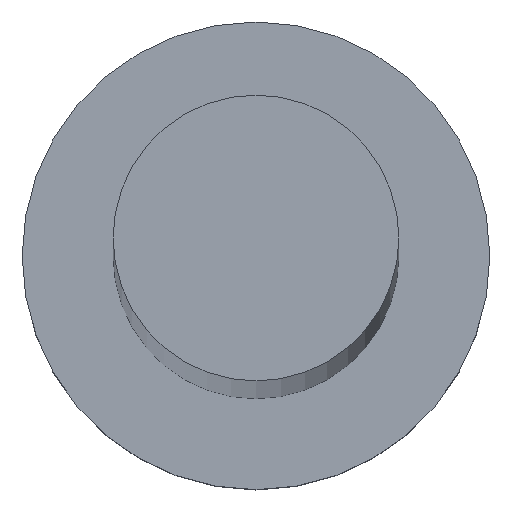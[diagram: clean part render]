
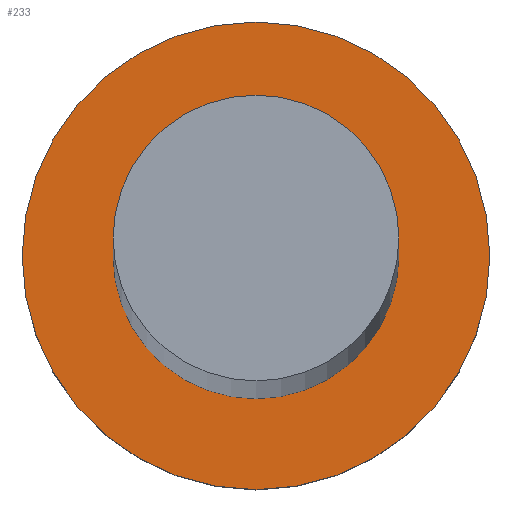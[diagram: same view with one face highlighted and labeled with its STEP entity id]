
A CAD part, top view. The second image highlights one B-rep face of the part: STEP entity #233.
In plain terms, the highlighted planar face has unit normal (0, 0, 1).
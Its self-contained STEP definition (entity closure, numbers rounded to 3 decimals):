
#2 = FACE_OUTER_BOUND ( 'NONE', #40, .T. ) ;
#5 = AXIS2_PLACEMENT_3D ( 'NONE', #186, #79, #164 ) ;
#20 = EDGE_CURVE ( 'NONE', #70, #63, #139, .T. ) ;
#23 = DIRECTION ( 'NONE',  ( 0., 0., 1. ) ) ;
#25 = CARTESIAN_POINT ( 'NONE',  ( 0., 0., 6.5 ) ) ;
#28 = DIRECTION ( 'NONE',  ( 1., 0., 0. ) ) ;
#35 = CIRCLE ( 'NONE', #115, 5.5 ) ;
#40 = EDGE_LOOP ( 'NONE', ( #199, #55 ) ) ;
#47 = DIRECTION ( 'NONE',  ( 0., 0., 1. ) ) ;
#50 = DIRECTION ( 'NONE',  ( 1., 0., 0. ) ) ;
#55 = ORIENTED_EDGE ( 'NONE', *, *, #246, .T. ) ;
#63 = VERTEX_POINT ( 'NONE', #96 ) ;
#69 = DIRECTION ( 'NONE',  ( 0., 0., 1. ) ) ;
#70 = VERTEX_POINT ( 'NONE', #76 ) ;
#76 = CARTESIAN_POINT ( 'NONE',  ( 5.5, 0., 6.5 ) ) ;
#78 = CARTESIAN_POINT ( 'NONE',  ( -9., 0., 6.5 ) ) ;
#79 = DIRECTION ( 'NONE',  ( 0., 0., 1. ) ) ;
#88 = CARTESIAN_POINT ( 'NONE',  ( 0., 0., 6.5 ) ) ;
#96 = CARTESIAN_POINT ( 'NONE',  ( -5.5, 0., 6.5 ) ) ;
#100 = AXIS2_PLACEMENT_3D ( 'NONE', #88, #154, #50 ) ;
#102 = VERTEX_POINT ( 'NONE', #78 ) ;
#115 = AXIS2_PLACEMENT_3D ( 'NONE', #25, #23, #28 ) ;
#126 = AXIS2_PLACEMENT_3D ( 'NONE', #225, #47, #170 ) ;
#139 = CIRCLE ( 'NONE', #100, 5.5 ) ;
#154 = DIRECTION ( 'NONE',  ( 0., 0., 1. ) ) ;
#159 = EDGE_LOOP ( 'NONE', ( #215, #197 ) ) ;
#163 = CARTESIAN_POINT ( 'NONE',  ( 9., 0., 6.5 ) ) ;
#164 = DIRECTION ( 'NONE',  ( 1., 0., 0. ) ) ;
#170 = DIRECTION ( 'NONE',  ( 1., 0., 0. ) ) ;
#177 = VERTEX_POINT ( 'NONE', #163 ) ;
#182 = AXIS2_PLACEMENT_3D ( 'NONE', #243, #69, #229 ) ;
#185 = CIRCLE ( 'NONE', #5, 9. ) ;
#186 = CARTESIAN_POINT ( 'NONE',  ( 0., 0., 6.5 ) ) ;
#197 = ORIENTED_EDGE ( 'NONE', *, *, #20, .F. ) ;
#199 = ORIENTED_EDGE ( 'NONE', *, *, #255, .T. ) ;
#207 = CIRCLE ( 'NONE', #182, 9. ) ;
#208 = PLANE ( 'NONE',  #126 ) ;
#215 = ORIENTED_EDGE ( 'NONE', *, *, #221, .F. ) ;
#221 = EDGE_CURVE ( 'NONE', #63, #70, #35, .T. ) ;
#225 = CARTESIAN_POINT ( 'NONE',  ( 0., 0., 6.5 ) ) ;
#229 = DIRECTION ( 'NONE',  ( 1., 0., 0. ) ) ;
#233 = ADVANCED_FACE ( 'NONE', ( #241, #2 ), #208, .T. ) ;
#241 = FACE_BOUND ( 'NONE', #159, .T. ) ;
#243 = CARTESIAN_POINT ( 'NONE',  ( 0., 0., 6.5 ) ) ;
#246 = EDGE_CURVE ( 'NONE', #177, #102, #207, .T. ) ;
#255 = EDGE_CURVE ( 'NONE', #102, #177, #185, .T. ) ;
